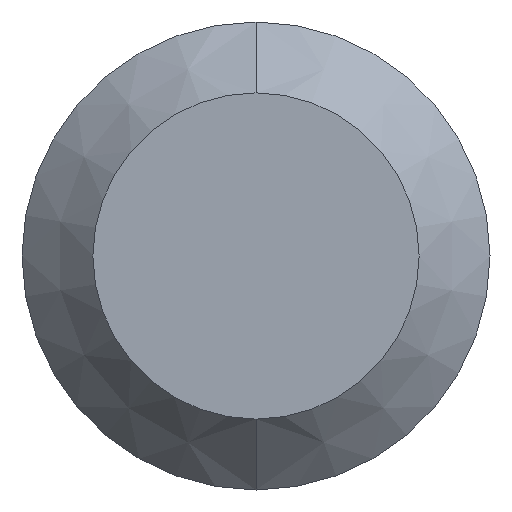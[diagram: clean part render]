
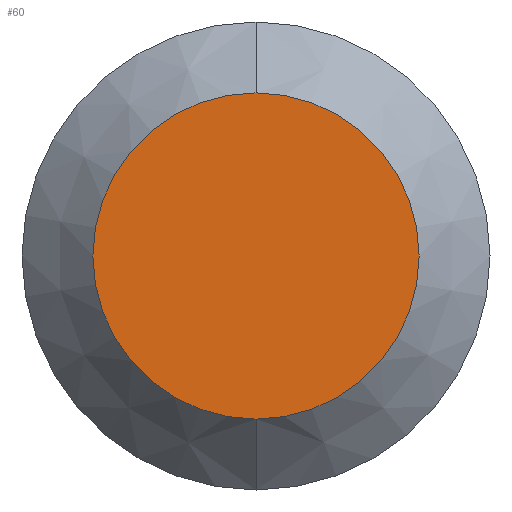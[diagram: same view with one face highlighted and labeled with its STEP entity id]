
A CAD part, front view. The second image highlights one B-rep face of the part: STEP entity #60.
In plain terms, the highlighted planar face has unit normal (0, -1, 0).
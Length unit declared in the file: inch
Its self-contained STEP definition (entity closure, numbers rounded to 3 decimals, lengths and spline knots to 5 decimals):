
#8 = EDGE_CURVE ( 'NONE', #9, #11, #185, .T. ) ;
#9 = VERTEX_POINT ( 'NONE', #213 ) ;
#11 = VERTEX_POINT ( 'NONE', #201 ) ;
#53 = EDGE_CURVE ( 'NONE', #11, #9, #170, .T. ) ;
#59 = ORIENTED_EDGE ( 'NONE', *, *, #8, .T. ) ;
#60 = ADVANCED_FACE ( 'NONE', ( #162 ), #161, .F. ) ;
#88 = ORIENTED_EDGE ( 'NONE', *, *, #53, .T. ) ;
#98 = EDGE_LOOP ( 'NONE', ( #88, #59 ) ) ;
#157 = DIRECTION ( 'NONE',  ( 0., 0., 1. ) ) ;
#158 = DIRECTION ( 'NONE',  ( 0., 1., 0. ) ) ;
#159 = CARTESIAN_POINT ( 'NONE',  ( 0., -0.25, 0. ) ) ;
#160 = AXIS2_PLACEMENT_3D ( 'NONE', #159, #158, #157 ) ;
#161 = PLANE ( 'NONE',  #160 ) ;
#162 = FACE_OUTER_BOUND ( 'NONE', #98, .T. ) ;
#166 = DIRECTION ( 'NONE',  ( 0., 0., 1. ) ) ;
#167 = DIRECTION ( 'NONE',  ( 0., -1., 0. ) ) ;
#168 = CARTESIAN_POINT ( 'NONE',  ( 0., -0.25, 0. ) ) ;
#169 = AXIS2_PLACEMENT_3D ( 'NONE', #168, #167, #166 ) ;
#170 = CIRCLE ( 'NONE', #169, 0.0575 ) ;
#185 = CIRCLE ( 'NONE', #200, 0.0575 ) ;
#200 = AXIS2_PLACEMENT_3D ( 'NONE', #270, #215, #214 ) ;
#201 = CARTESIAN_POINT ( 'NONE',  ( 0., -0.25, 0.0575 ) ) ;
#213 = CARTESIAN_POINT ( 'NONE',  ( 0., -0.25, -0.0575 ) ) ;
#214 = DIRECTION ( 'NONE',  ( 0., 0., 1. ) ) ;
#215 = DIRECTION ( 'NONE',  ( 0., -1., 0. ) ) ;
#270 = CARTESIAN_POINT ( 'NONE',  ( 0., -0.25, 0. ) ) ;
